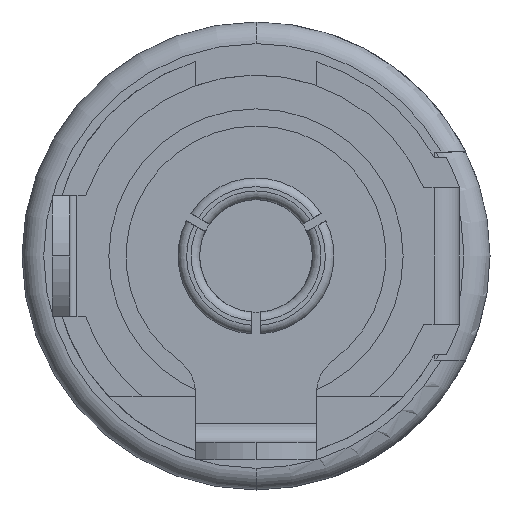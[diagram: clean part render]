
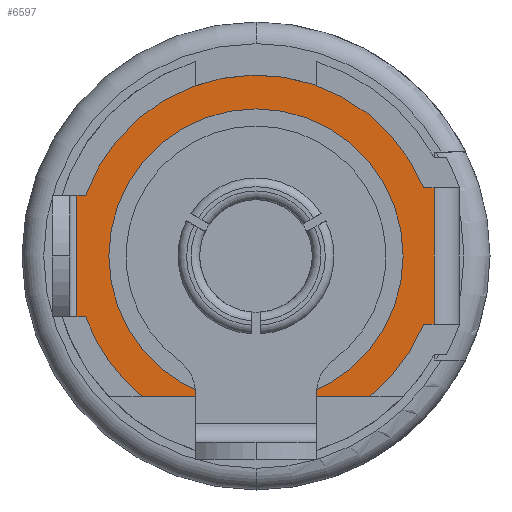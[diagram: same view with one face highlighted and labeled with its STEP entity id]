
A CAD part, front view. The second image highlights one B-rep face of the part: STEP entity #6597.
In plain terms, the highlighted planar face has unit normal (0, -1, 0).
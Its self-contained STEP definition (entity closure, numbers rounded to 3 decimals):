
#81 = EDGE_CURVE ( 'NONE', #7422, #1719, #654, .T. ) ;
#140 = LINE ( 'NONE', #7991, #7122 ) ;
#165 = VECTOR ( 'NONE', #1809, 1000. ) ;
#396 = CIRCLE ( 'NONE', #2793, 4.174 ) ;
#429 = CARTESIAN_POINT ( 'NONE',  ( 0., 7.3, 0. ) ) ;
#563 = AXIS2_PLACEMENT_3D ( 'NONE', #2037, #4119, #4850 ) ;
#581 = CARTESIAN_POINT ( 'NONE',  ( 4.11, 7.3, 1.571 ) ) ;
#609 = FACE_OUTER_BOUND ( 'NONE', #8618, .T. ) ;
#636 = CARTESIAN_POINT ( 'NONE',  ( -4.133, 7.3, 1.4 ) ) ;
#654 = LINE ( 'NONE', #5537, #1201 ) ;
#658 = DIRECTION ( 'NONE',  ( 0., 0., -1. ) ) ;
#670 = CARTESIAN_POINT ( 'NONE',  ( 2.62, 7.3, -3.25 ) ) ;
#728 = VERTEX_POINT ( 'NONE', #2880 ) ;
#851 = VECTOR ( 'NONE', #3212, 1000. ) ;
#855 = VERTEX_POINT ( 'NONE', #1618 ) ;
#1003 = EDGE_CURVE ( 'NONE', #5812, #6846, #7825, .T. ) ;
#1136 = CARTESIAN_POINT ( 'NONE',  ( -3.933, 7.3, -1.4 ) ) ;
#1201 = VECTOR ( 'NONE', #1352, 1000. ) ;
#1229 = CARTESIAN_POINT ( 'NONE',  ( 0., 7.3, -1.4 ) ) ;
#1352 = DIRECTION ( 'NONE',  ( -1., 0., 0. ) ) ;
#1410 = DIRECTION ( 'NONE',  ( 1., 0., 0. ) ) ;
#1564 = EDGE_CURVE ( 'NONE', #6846, #3240, #5335, .T. ) ;
#1618 = CARTESIAN_POINT ( 'NONE',  ( -4.133, 7.3, -1.4 ) ) ;
#1719 = VERTEX_POINT ( 'NONE', #6478 ) ;
#1769 = DIRECTION ( 'NONE',  ( 0., -1., 0. ) ) ;
#1809 = DIRECTION ( 'NONE',  ( 0., 0., -1. ) ) ;
#1850 = EDGE_CURVE ( 'NONE', #7289, #855, #2357, .T. ) ;
#1934 = VERTEX_POINT ( 'NONE', #6142 ) ;
#1975 = CARTESIAN_POINT ( 'NONE',  ( 0., 7.3, 0. ) ) ;
#2023 = CARTESIAN_POINT ( 'NONE',  ( 0., 7.3, 0. ) ) ;
#2037 = CARTESIAN_POINT ( 'NONE',  ( 0., 7.3, 0. ) ) ;
#2092 = ORIENTED_EDGE ( 'NONE', *, *, #1003, .T. ) ;
#2196 = DIRECTION ( 'NONE',  ( 0., 1., 0. ) ) ;
#2222 = CARTESIAN_POINT ( 'NONE',  ( 0., 7.3, 0. ) ) ;
#2236 = CIRCLE ( 'NONE', #563, 4.174 ) ;
#2357 = LINE ( 'NONE', #6726, #851 ) ;
#2445 = DIRECTION ( 'NONE',  ( -1., 0., 0. ) ) ;
#2521 = CARTESIAN_POINT ( 'NONE',  ( 4.11, 7.3, 0. ) ) ;
#2616 = ORIENTED_EDGE ( 'NONE', *, *, #1564, .T. ) ;
#2656 = LINE ( 'NONE', #1229, #5633 ) ;
#2793 = AXIS2_PLACEMENT_3D ( 'NONE', #6737, #6619, #4653 ) ;
#2809 = EDGE_CURVE ( 'NONE', #3758, #728, #396, .T. ) ;
#2880 = CARTESIAN_POINT ( 'NONE',  ( -3.933, 7.3, 1.4 ) ) ;
#3212 = DIRECTION ( 'NONE',  ( 0., 0., -1. ) ) ;
#3240 = VERTEX_POINT ( 'NONE', #670 ) ;
#3303 = CARTESIAN_POINT ( 'NONE',  ( 3.868, 7.3, 1.571 ) ) ;
#3653 = ORIENTED_EDGE ( 'NONE', *, *, #8148, .F. ) ;
#3758 = VERTEX_POINT ( 'NONE', #3303 ) ;
#4091 = CARTESIAN_POINT ( 'NONE',  ( -2.62, 7.3, -3.25 ) ) ;
#4119 = DIRECTION ( 'NONE',  ( 0., -1., 0. ) ) ;
#4141 = ORIENTED_EDGE ( 'NONE', *, *, #6657, .F. ) ;
#4320 = ORIENTED_EDGE ( 'NONE', *, *, #7783, .T. ) ;
#4324 = DIRECTION ( 'NONE',  ( 0., 0., -1. ) ) ;
#4456 = AXIS2_PLACEMENT_3D ( 'NONE', #1975, #6756, #7526 ) ;
#4585 = DIRECTION ( 'NONE',  ( -1., 0., 0. ) ) ;
#4633 = CIRCLE ( 'NONE', #5484, 1.5 ) ;
#4653 = DIRECTION ( 'NONE',  ( 0., 0., -1. ) ) ;
#4702 = DIRECTION ( 'NONE',  ( -1., 0., 0. ) ) ;
#4832 = AXIS2_PLACEMENT_3D ( 'NONE', #2023, #6271, #658 ) ;
#4850 = DIRECTION ( 'NONE',  ( 0., 0., -1. ) ) ;
#4908 = ORIENTED_EDGE ( 'NONE', *, *, #9039, .T. ) ;
#5046 = ORIENTED_EDGE ( 'NONE', *, *, #7501, .T. ) ;
#5077 = LINE ( 'NONE', #2521, #165 ) ;
#5188 = VECTOR ( 'NONE', #4585, 1000. ) ;
#5335 = LINE ( 'NONE', #6385, #8715 ) ;
#5387 = ORIENTED_EDGE ( 'NONE', *, *, #2809, .T. ) ;
#5484 = AXIS2_PLACEMENT_3D ( 'NONE', #2222, #2196, #4324 ) ;
#5537 = CARTESIAN_POINT ( 'NONE',  ( 0., 7.3, -1.571 ) ) ;
#5633 = VECTOR ( 'NONE', #4702, 1000. ) ;
#5714 = CIRCLE ( 'NONE', #4832, 1.5 ) ;
#5812 = VERTEX_POINT ( 'NONE', #1136 ) ;
#6064 = CARTESIAN_POINT ( 'NONE',  ( 0., 7.3, -1.5 ) ) ;
#6142 = CARTESIAN_POINT ( 'NONE',  ( 0., 7.3, 1.5 ) ) ;
#6271 = DIRECTION ( 'NONE',  ( 0., 1., 0. ) ) ;
#6353 = EDGE_CURVE ( 'NONE', #8424, #3758, #140, .T. ) ;
#6385 = CARTESIAN_POINT ( 'NONE',  ( 0., 7.3, -3.25 ) ) ;
#6478 = CARTESIAN_POINT ( 'NONE',  ( 3.868, 7.3, -1.571 ) ) ;
#6538 = FACE_BOUND ( 'NONE', #6951, .T. ) ;
#6576 = PLANE ( 'NONE',  #4456 ) ;
#6597 = ADVANCED_FACE ( 'NONE', ( #6538, #609 ), #6576, .T. ) ;
#6619 = DIRECTION ( 'NONE',  ( 0., -1., 0. ) ) ;
#6657 = EDGE_CURVE ( 'NONE', #5812, #855, #2656, .T. ) ;
#6726 = CARTESIAN_POINT ( 'NONE',  ( -4.133, 7.3, 0. ) ) ;
#6737 = CARTESIAN_POINT ( 'NONE',  ( 0., 7.3, 0. ) ) ;
#6756 = DIRECTION ( 'NONE',  ( 0., -1., 0. ) ) ;
#6767 = CARTESIAN_POINT ( 'NONE',  ( 0., 7.3, 1.4 ) ) ;
#6819 = EDGE_CURVE ( 'NONE', #3240, #1719, #2236, .T. ) ;
#6846 = VERTEX_POINT ( 'NONE', #4091 ) ;
#6951 = EDGE_LOOP ( 'NONE', ( #4320, #4908 ) ) ;
#7122 = VECTOR ( 'NONE', #2445, 1000. ) ;
#7289 = VERTEX_POINT ( 'NONE', #636 ) ;
#7338 = DIRECTION ( 'NONE',  ( 0., 0., -1. ) ) ;
#7422 = VERTEX_POINT ( 'NONE', #7867 ) ;
#7501 = EDGE_CURVE ( 'NONE', #728, #7289, #8916, .T. ) ;
#7526 = DIRECTION ( 'NONE',  ( 0., 0., -1. ) ) ;
#7618 = ORIENTED_EDGE ( 'NONE', *, *, #6819, .T. ) ;
#7783 = EDGE_CURVE ( 'NONE', #8833, #1934, #4633, .T. ) ;
#7825 = CIRCLE ( 'NONE', #7872, 4.174 ) ;
#7867 = CARTESIAN_POINT ( 'NONE',  ( 4.11, 7.3, -1.571 ) ) ;
#7872 = AXIS2_PLACEMENT_3D ( 'NONE', #429, #1769, #7338 ) ;
#7991 = CARTESIAN_POINT ( 'NONE',  ( 0., 7.3, 1.571 ) ) ;
#8084 = ORIENTED_EDGE ( 'NONE', *, *, #81, .F. ) ;
#8148 = EDGE_CURVE ( 'NONE', #8424, #7422, #5077, .T. ) ;
#8417 = ORIENTED_EDGE ( 'NONE', *, *, #1850, .T. ) ;
#8424 = VERTEX_POINT ( 'NONE', #581 ) ;
#8618 = EDGE_LOOP ( 'NONE', ( #8950, #5387, #5046, #8417, #4141, #2092, #2616, #7618, #8084, #3653 ) ) ;
#8715 = VECTOR ( 'NONE', #1410, 1000. ) ;
#8833 = VERTEX_POINT ( 'NONE', #6064 ) ;
#8916 = LINE ( 'NONE', #6767, #5188 ) ;
#8950 = ORIENTED_EDGE ( 'NONE', *, *, #6353, .T. ) ;
#9039 = EDGE_CURVE ( 'NONE', #1934, #8833, #5714, .T. ) ;
